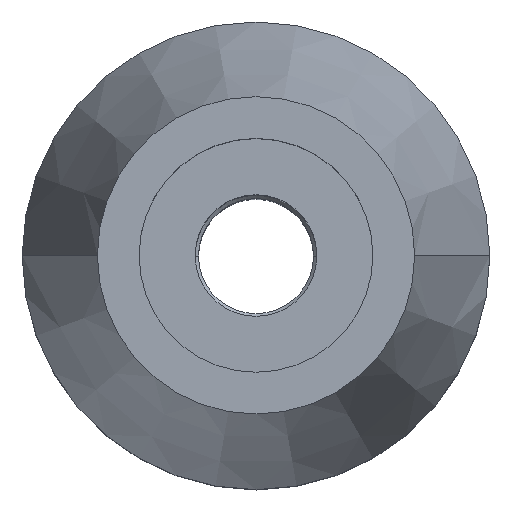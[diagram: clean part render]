
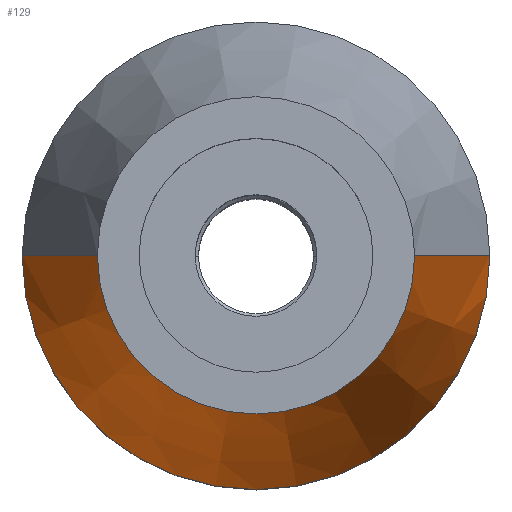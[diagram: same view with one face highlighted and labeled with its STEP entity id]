
A CAD part, top view. The second image highlights one B-rep face of the part: STEP entity #129.
In plain terms, the highlighted conical face has half-angle 15 degrees and reference radius 4.196 mm.
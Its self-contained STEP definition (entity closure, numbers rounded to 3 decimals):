
#129=ADVANCED_FACE('',(#343),#344,.T.);
#131=EDGE_CURVE('',#193,#247,#346,.T.);
#167=EDGE_CURVE('',#247,#307,#388,.T.);
#193=VERTEX_POINT('',#416);
#221=VERTEX_POINT('',#447);
#233=EDGE_CURVE('',#221,#193,#462,.T.);
#247=VERTEX_POINT('',#478);
#273=EDGE_CURVE('',#221,#307,#505,.T.);
#307=VERTEX_POINT('',#545);
#343=FACE_OUTER_BOUND('',#573,.T.);
#344=CONICAL_SURFACE('',#574,4.196,0.262);
#346=CIRCLE('',#577,3.392);
#388=LINE('',#631,#632);
#416=CARTESIAN_POINT('',(-3.392,0.,10.0));
#447=CARTESIAN_POINT('',(-5.0,0.,4.0));
#462=LINE('',#727,#728);
#478=CARTESIAN_POINT('',(3.392,0.,10.0));
#505=CIRCLE('',#788,5.0);
#545=CARTESIAN_POINT('',(5.0,0.0,4.0));
#573=EDGE_LOOP('',(#867,#868,#869,#870));
#574=AXIS2_PLACEMENT_3D('',#871,#872,#873);
#577=AXIS2_PLACEMENT_3D('',#874,#875,#876);
#631=CARTESIAN_POINT('',(4.196,0.,7.0));
#632=VECTOR('',#924,1.0);
#727=CARTESIAN_POINT('',(-4.196,0.,7.0));
#728=VECTOR('',#1016,1.0);
#788=AXIS2_PLACEMENT_3D('',#1059,#1060,#1061);
#867=ORIENTED_EDGE('',*,*,#233,.F.);
#868=ORIENTED_EDGE('',*,*,#273,.T.);
#869=ORIENTED_EDGE('',*,*,#167,.F.);
#870=ORIENTED_EDGE('',*,*,#131,.F.);
#871=CARTESIAN_POINT('',(0.,0.,7.0));
#872=DIRECTION('',(0.,0.,-1.0));
#873=DIRECTION('',(-1.0,0.,0.));
#874=CARTESIAN_POINT('',(0.,0.,10.0));
#875=DIRECTION('',(0.,0.,1.0));
#876=DIRECTION('',(-1.0,0.,-0.0));
#924=DIRECTION('',(0.259,0.,-0.966));
#1016=DIRECTION('',(0.259,0.,0.966));
#1059=CARTESIAN_POINT('',(0.0,0.0,4.0));
#1060=DIRECTION('',(0.0,0.0,1.0));
#1061=DIRECTION('',(1.0,0.0,0.0));
